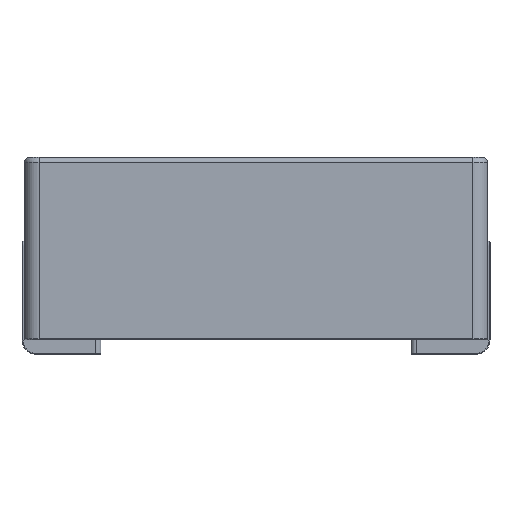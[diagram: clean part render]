
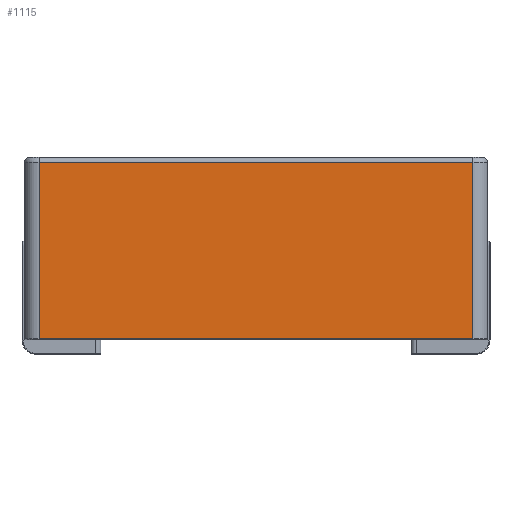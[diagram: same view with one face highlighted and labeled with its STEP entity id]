
A CAD part, front view. The second image highlights one B-rep face of the part: STEP entity #1115.
In plain terms, the highlighted planar face has unit normal (0, -1, 0).
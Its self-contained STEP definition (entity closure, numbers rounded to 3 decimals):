
#1115 = ADVANCED_FACE('',(#1116),#1150,.F.);
#1116 = FACE_BOUND('',#1117,.T.);
#1117 = EDGE_LOOP('',(#1118,#1128,#1136,#1144));
#1118 = ORIENTED_EDGE('',*,*,#1119,.T.);
#1119 = EDGE_CURVE('',#1120,#1122,#1124,.T.);
#1120 = VERTEX_POINT('',#1121);
#1121 = CARTESIAN_POINT('',(-5.28,-5.04,4.68));
#1122 = VERTEX_POINT('',#1123);
#1123 = CARTESIAN_POINT('',(-5.28,-5.04,0.384));
#1124 = LINE('',#1125,#1126);
#1125 = CARTESIAN_POINT('',(-5.28,-5.04,4.8));
#1126 = VECTOR('',#1127,1.);
#1127 = DIRECTION('',(0.,0.,-1.));
#1128 = ORIENTED_EDGE('',*,*,#1129,.T.);
#1129 = EDGE_CURVE('',#1122,#1130,#1132,.T.);
#1130 = VERTEX_POINT('',#1131);
#1131 = CARTESIAN_POINT('',(5.28,-5.04,0.384));
#1132 = LINE('',#1133,#1134);
#1133 = CARTESIAN_POINT('',(5.28,-5.04,0.384));
#1134 = VECTOR('',#1135,1.);
#1135 = DIRECTION('',(1.,0.,0.));
#1136 = ORIENTED_EDGE('',*,*,#1137,.T.);
#1137 = EDGE_CURVE('',#1130,#1138,#1140,.T.);
#1138 = VERTEX_POINT('',#1139);
#1139 = CARTESIAN_POINT('',(5.28,-5.04,4.68));
#1140 = LINE('',#1141,#1142);
#1141 = CARTESIAN_POINT('',(5.28,-5.04,4.8));
#1142 = VECTOR('',#1143,1.);
#1143 = DIRECTION('',(0.,0.,1.));
#1144 = ORIENTED_EDGE('',*,*,#1145,.T.);
#1145 = EDGE_CURVE('',#1138,#1120,#1146,.T.);
#1146 = LINE('',#1147,#1148);
#1147 = CARTESIAN_POINT('',(-5.64,-5.04,4.68));
#1148 = VECTOR('',#1149,1.);
#1149 = DIRECTION('',(-1.,0.,-0.));
#1150 = PLANE('',#1151);
#1151 = AXIS2_PLACEMENT_3D('',#1152,#1153,#1154);
#1152 = CARTESIAN_POINT('',(-5.64,-5.04,4.8));
#1153 = DIRECTION('',(0.,1.,0.));
#1154 = DIRECTION('',(-1.,0.,0.));
